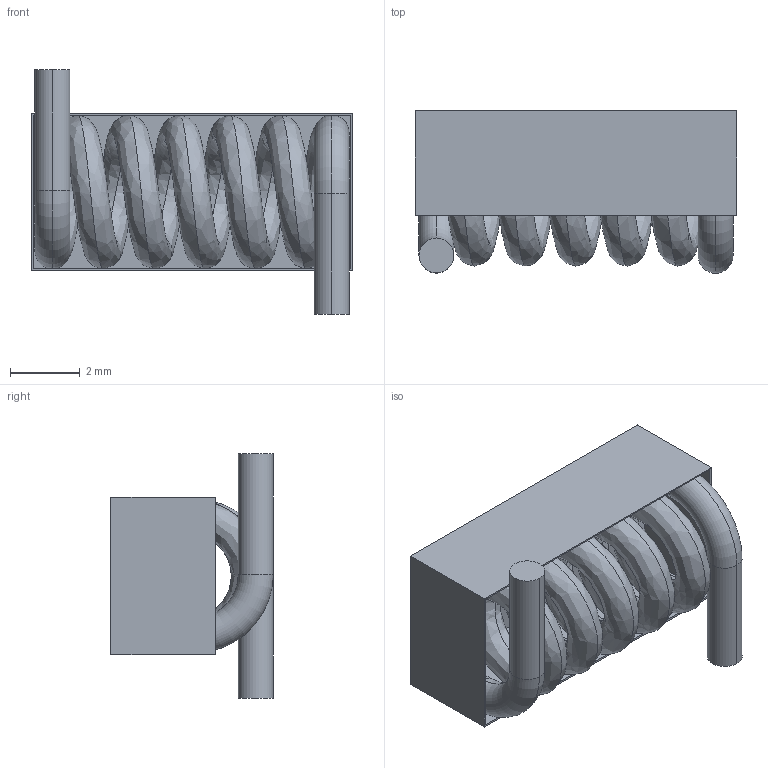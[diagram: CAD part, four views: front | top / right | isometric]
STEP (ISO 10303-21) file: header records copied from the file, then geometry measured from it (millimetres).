
FILE_DESCRIPTION (( 'STEP AP214' ), '1' );
FILE_NAME ('AIAC-4125C.STEP', '2014-08-14T11:41:05', ( '' ), ( '' ), 'SwSTEP 2.0', 'SolidWorks 2012', '' );
FILE_SCHEMA (( 'AUTOMOTIVE_DESIGN' ));
Length unit declared in the file: millimetre
Products named in the file (1): AIAC-4125C
Bounding box: 9.2 x 4.65 x 7 mm (x, y, z)
Volume: 62.4 mm3; surface area: 472.3 mm2
Topology: 2 solids, 2 shells, 137 faces, 345 edges, 226 vertices
Faces by surface type: plane 91, bspline 34, cylinder 8, torus 4
Entity records: 8843 total; most frequent: CARTESIAN_POINT 4276, ORIENTED_EDGE 690, DIRECTION 505, EDGE_CURVE 345, LINE 259, VECTOR 259, VERTEX_POINT 226, EDGE_LOOP 151
